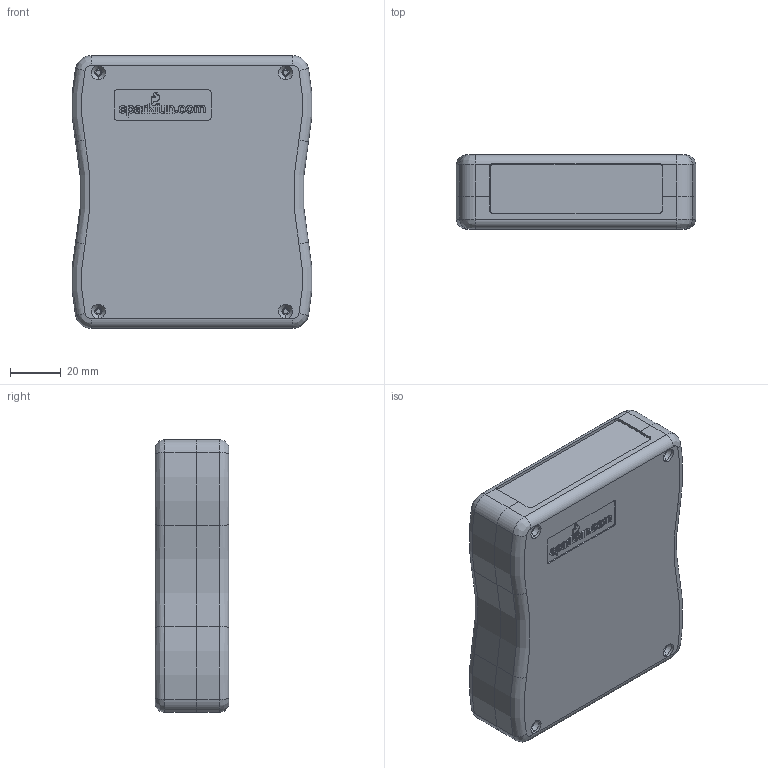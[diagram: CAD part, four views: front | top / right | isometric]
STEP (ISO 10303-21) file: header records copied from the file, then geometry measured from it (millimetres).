
FILE_DESCRIPTION (( 'STEP AP203' ), '1' );
FILE_NAME ('WIG-08632_assy.STEP', '2014-12-06T21:28:10', ( '' ), ( '' ), 'SwSTEP 2.0', 'SolidWorks 2014', '' );
FILE_SCHEMA (( 'CONFIG_CONTROL_DESIGN' ));
Length unit declared in the file: inch
Products named in the file (4): WIG-08632_assy; WIG-08632_bottom; WIG-08632_top; WIG-08632_insert
Assembly tree (3 placements, depth 2):
  WIG-08632_assy
    WIG-08632_bottom
    WIG-08632_top
    WIG-08632_insert
Bounding box: 94.18 x 29.08 x 107.31 mm (x, y, z)
Volume: 67468.9 mm3; surface area: 64971.8 mm2
Topology: 3 solids, 3 shells, 1423 faces, 3343 edges, 2206 vertices
Faces by surface type: cylinder 787, plane 497, bspline 131, cone 8
Entity records: 45601 total; most frequent: CARTESIAN_POINT 11761, DIRECTION 7291, ORIENTED_EDGE 6686, EDGE_CURVE 3343, AXIS2_PLACEMENT_3D 2916, VERTEX_POINT 2206, EDGE_LOOP 1711, CIRCLE 1618
